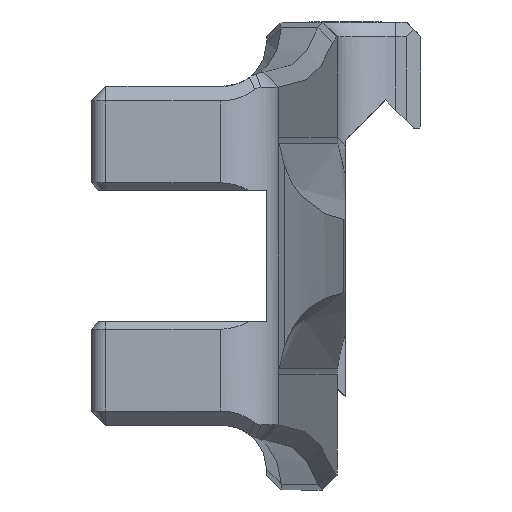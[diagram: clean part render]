
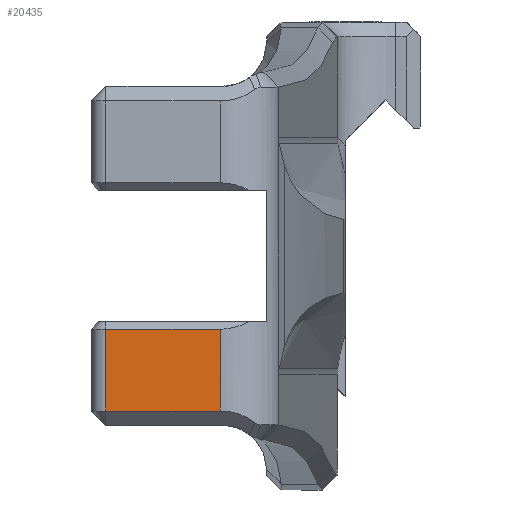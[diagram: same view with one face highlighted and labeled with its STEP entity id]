
A CAD part, left-side view. The second image highlights one B-rep face of the part: STEP entity #20435.
In plain terms, the highlighted planar face has unit normal (-1, 0, 0).
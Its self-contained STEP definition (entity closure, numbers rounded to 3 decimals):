
#1561 = VERTEX_POINT ( 'NONE', #20631 ) ;
#2211 = CARTESIAN_POINT ( 'NONE',  ( -90., 21.538, -2. ) ) ;
#2828 = VERTEX_POINT ( 'NONE', #8892 ) ;
#3382 = DIRECTION ( 'NONE',  ( 0., 1., 0. ) ) ;
#4029 = CARTESIAN_POINT ( 'NONE',  ( -90., 21.538, 9. ) ) ;
#4059 = VECTOR ( 'NONE', #20585, 1000. ) ;
#4118 = ORIENTED_EDGE ( 'NONE', *, *, #15166, .T. ) ;
#5845 = VECTOR ( 'NONE', #3382, 1000. ) ;
#5859 = ORIENTED_EDGE ( 'NONE', *, *, #24419, .T. ) ;
#5920 = VECTOR ( 'NONE', #10249, 1000. ) ;
#6181 = VERTEX_POINT ( 'NONE', #4029 ) ;
#6452 = LINE ( 'NONE', #22587, #5845 ) ;
#6502 = DIRECTION ( 'NONE',  ( 0., -1., 0. ) ) ;
#8245 = DIRECTION ( 'NONE',  ( -1., 0., 0. ) ) ;
#8892 = CARTESIAN_POINT ( 'NONE',  ( -90., 21.538, 3.4 ) ) ;
#9182 = LINE ( 'NONE', #12310, #11331 ) ;
#10249 = DIRECTION ( 'NONE',  ( 0., 0., -1. ) ) ;
#11331 = VECTOR ( 'NONE', #6502, 1000. ) ;
#11407 = EDGE_LOOP ( 'NONE', ( #20399, #4118, #13831, #5859 ) ) ;
#12310 = CARTESIAN_POINT ( 'NONE',  ( -90., 0., 3.4 ) ) ;
#12566 = LINE ( 'NONE', #15027, #4059 ) ;
#13831 = ORIENTED_EDGE ( 'NONE', *, *, #23989, .F. ) ;
#13891 = DIRECTION ( 'NONE',  ( 0., 0., 1. ) ) ;
#14267 = CARTESIAN_POINT ( 'NONE',  ( -90., 13.722, 3.4 ) ) ;
#15027 = CARTESIAN_POINT ( 'NONE',  ( -90., 13.722, -2. ) ) ;
#15166 = EDGE_CURVE ( 'NONE', #2828, #15177, #9182, .T. ) ;
#15177 = VERTEX_POINT ( 'NONE', #14267 ) ;
#15827 = CARTESIAN_POINT ( 'NONE',  ( -90., 0., -2. ) ) ;
#18986 = LINE ( 'NONE', #2211, #5920 ) ;
#19023 = FACE_OUTER_BOUND ( 'NONE', #11407, .T. ) ;
#20103 = AXIS2_PLACEMENT_3D ( 'NONE', #15827, #8245, #13891 ) ;
#20399 = ORIENTED_EDGE ( 'NONE', *, *, #22789, .T. ) ;
#20435 = ADVANCED_FACE ( 'NONE', ( #19023 ), #21961, .T. ) ;
#20585 = DIRECTION ( 'NONE',  ( 0., 0., -1. ) ) ;
#20631 = CARTESIAN_POINT ( 'NONE',  ( -90., 13.722, 9. ) ) ;
#21961 = PLANE ( 'NONE',  #20103 ) ;
#22587 = CARTESIAN_POINT ( 'NONE',  ( -90., 0., 9. ) ) ;
#22789 = EDGE_CURVE ( 'NONE', #6181, #2828, #18986, .T. ) ;
#23989 = EDGE_CURVE ( 'NONE', #1561, #15177, #12566, .T. ) ;
#24419 = EDGE_CURVE ( 'NONE', #1561, #6181, #6452, .T. ) ;
